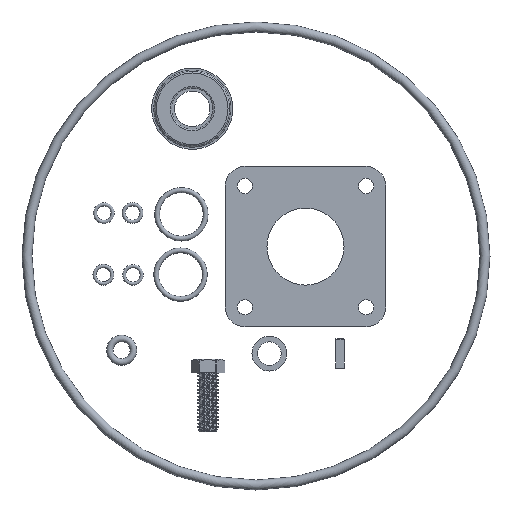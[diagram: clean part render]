
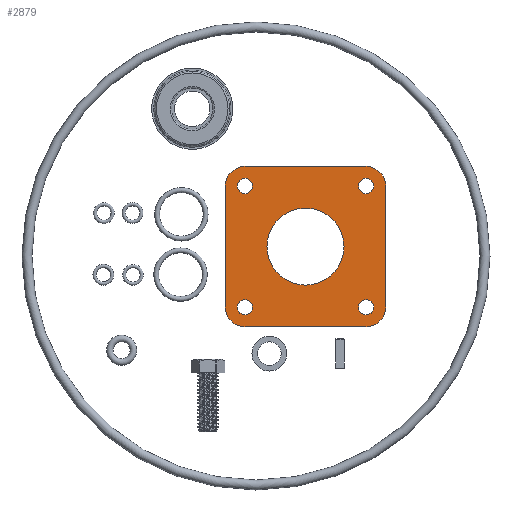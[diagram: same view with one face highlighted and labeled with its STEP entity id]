
A CAD part, left-side view. The second image highlights one B-rep face of the part: STEP entity #2879.
In plain terms, the highlighted face is planar.
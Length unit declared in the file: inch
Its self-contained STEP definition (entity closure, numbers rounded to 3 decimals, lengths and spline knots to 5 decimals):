
#219=FACE_BOUND('',#731,.T.);
#220=FACE_BOUND('',#732,.T.);
#221=FACE_BOUND('',#733,.T.);
#222=FACE_BOUND('',#734,.T.);
#223=FACE_BOUND('',#735,.T.);
#245=CIRCLE('',#3291,0.815);
#247=CIRCLE('',#3294,0.1615);
#249=CIRCLE('',#3297,0.1615);
#251=CIRCLE('',#3300,0.1615);
#253=CIRCLE('',#3303,0.1615);
#254=CIRCLE('',#3305,0.42);
#256=CIRCLE('',#3309,0.42);
#258=CIRCLE('',#3313,0.42);
#260=CIRCLE('',#3317,0.42);
#571=FACE_OUTER_BOUND('',#730,.T.);
#730=EDGE_LOOP('',(#2039,#2040,#2041,#2042,#2043,#2044,#2045,#2046));
#731=EDGE_LOOP('',(#2047));
#732=EDGE_LOOP('',(#2048));
#733=EDGE_LOOP('',(#2049));
#734=EDGE_LOOP('',(#2050));
#735=EDGE_LOOP('',(#2051));
#922=LINE('',#4687,#1074);
#926=LINE('',#4699,#1078);
#930=LINE('',#4711,#1082);
#934=LINE('',#4722,#1086);
#1074=VECTOR('',#3767,0.3937);
#1078=VECTOR('',#3779,0.3937);
#1082=VECTOR('',#3791,0.3937);
#1086=VECTOR('',#3803,0.3937);
#1208=VERTEX_POINT('',#4649);
#1210=VERTEX_POINT('',#4655);
#1212=VERTEX_POINT('',#4661);
#1214=VERTEX_POINT('',#4667);
#1216=VERTEX_POINT('',#4673);
#1217=VERTEX_POINT('',#4677);
#1218=VERTEX_POINT('',#4678);
#1221=VERTEX_POINT('',#4686);
#1223=VERTEX_POINT('',#4692);
#1225=VERTEX_POINT('',#4698);
#1227=VERTEX_POINT('',#4704);
#1229=VERTEX_POINT('',#4710);
#1231=VERTEX_POINT('',#4716);
#1522=EDGE_CURVE('',#1208,#1208,#245,.T.);
#1525=EDGE_CURVE('',#1210,#1210,#247,.T.);
#1528=EDGE_CURVE('',#1212,#1212,#249,.T.);
#1531=EDGE_CURVE('',#1214,#1214,#251,.T.);
#1534=EDGE_CURVE('',#1216,#1216,#253,.T.);
#1535=EDGE_CURVE('',#1217,#1218,#254,.T.);
#1539=EDGE_CURVE('',#1218,#1221,#922,.T.);
#1542=EDGE_CURVE('',#1221,#1223,#256,.T.);
#1545=EDGE_CURVE('',#1223,#1225,#926,.T.);
#1548=EDGE_CURVE('',#1225,#1227,#258,.T.);
#1551=EDGE_CURVE('',#1227,#1229,#930,.T.);
#1554=EDGE_CURVE('',#1229,#1231,#260,.T.);
#1557=EDGE_CURVE('',#1231,#1217,#934,.T.);
#2039=ORIENTED_EDGE('',*,*,#1535,.F.);
#2040=ORIENTED_EDGE('',*,*,#1557,.F.);
#2041=ORIENTED_EDGE('',*,*,#1554,.F.);
#2042=ORIENTED_EDGE('',*,*,#1551,.F.);
#2043=ORIENTED_EDGE('',*,*,#1548,.F.);
#2044=ORIENTED_EDGE('',*,*,#1545,.F.);
#2045=ORIENTED_EDGE('',*,*,#1542,.F.);
#2046=ORIENTED_EDGE('',*,*,#1539,.F.);
#2047=ORIENTED_EDGE('',*,*,#1522,.T.);
#2048=ORIENTED_EDGE('',*,*,#1525,.T.);
#2049=ORIENTED_EDGE('',*,*,#1528,.T.);
#2050=ORIENTED_EDGE('',*,*,#1531,.T.);
#2051=ORIENTED_EDGE('',*,*,#1534,.T.);
#2827=PLANE('',#3320);
#2879=ADVANCED_FACE('',(#571,#219,#220,#221,#222,#223),#2827,.T.);
#3291=AXIS2_PLACEMENT_3D('',#4651,#3727,#3728);
#3294=AXIS2_PLACEMENT_3D('',#4657,#3734,#3735);
#3297=AXIS2_PLACEMENT_3D('',#4663,#3741,#3742);
#3300=AXIS2_PLACEMENT_3D('',#4669,#3748,#3749);
#3303=AXIS2_PLACEMENT_3D('',#4675,#3755,#3756);
#3305=AXIS2_PLACEMENT_3D('',#4679,#3759,#3760);
#3309=AXIS2_PLACEMENT_3D('',#4693,#3772,#3773);
#3313=AXIS2_PLACEMENT_3D('',#4705,#3784,#3785);
#3317=AXIS2_PLACEMENT_3D('',#4717,#3796,#3797);
#3320=AXIS2_PLACEMENT_3D('',#4724,#3805,#3806);
#3727=DIRECTION('center_axis',(0.,0.,-1.));
#3728=DIRECTION('ref_axis',(-1.,0.,0.));
#3734=DIRECTION('center_axis',(0.,0.,-1.));
#3735=DIRECTION('ref_axis',(-1.,0.,0.));
#3741=DIRECTION('center_axis',(0.,0.,-1.));
#3742=DIRECTION('ref_axis',(-1.,0.,0.));
#3748=DIRECTION('center_axis',(0.,0.,-1.));
#3749=DIRECTION('ref_axis',(-1.,0.,0.));
#3755=DIRECTION('center_axis',(0.,0.,-1.));
#3756=DIRECTION('ref_axis',(-1.,0.,0.));
#3759=DIRECTION('center_axis',(0.,0.,-1.));
#3760=DIRECTION('ref_axis',(-1.,0.,0.));
#3767=DIRECTION('',(0.,-1.,0.));
#3772=DIRECTION('center_axis',(0.,0.,-1.));
#3773=DIRECTION('ref_axis',(0.,1.,0.));
#3779=DIRECTION('',(-1.,0.,0.));
#3784=DIRECTION('center_axis',(0.,0.,-1.));
#3785=DIRECTION('ref_axis',(1.,0.,0.));
#3791=DIRECTION('',(0.,1.,0.));
#3796=DIRECTION('center_axis',(0.,0.,-1.));
#3797=DIRECTION('ref_axis',(0.,-1.,0.));
#3803=DIRECTION('',(1.,0.,0.));
#3805=DIRECTION('center_axis',(0.,0.,1.));
#3806=DIRECTION('ref_axis',(1.,0.,0.));
#4649=CARTESIAN_POINT('',(0.815,0.,0.03125));
#4651=CARTESIAN_POINT('Origin',(0.,0.,0.03125));
#4655=CARTESIAN_POINT('',(-1.12013,-1.28163,0.03125));
#4657=CARTESIAN_POINT('Origin',(-1.28163,-1.28163,0.03125));
#4661=CARTESIAN_POINT('',(1.44313,-1.28163,0.03125));
#4663=CARTESIAN_POINT('Origin',(1.28163,-1.28163,0.03125));
#4667=CARTESIAN_POINT('',(1.44313,1.28163,0.03125));
#4669=CARTESIAN_POINT('Origin',(1.28163,1.28163,0.03125));
#4673=CARTESIAN_POINT('',(-1.12013,1.28163,0.03125));
#4675=CARTESIAN_POINT('Origin',(-1.28163,1.28163,0.03125));
#4677=CARTESIAN_POINT('',(1.2765,1.6965,0.03125));
#4678=CARTESIAN_POINT('',(1.6965,1.2765,0.03125));
#4679=CARTESIAN_POINT('Origin',(1.2765,1.2765,0.03125));
#4686=CARTESIAN_POINT('',(1.6965,-1.2765,0.03125));
#4687=CARTESIAN_POINT('',(1.6965,1.2765,0.03125));
#4692=CARTESIAN_POINT('',(1.2765,-1.6965,0.03125));
#4693=CARTESIAN_POINT('Origin',(1.2765,-1.2765,0.03125));
#4698=CARTESIAN_POINT('',(-1.2765,-1.6965,0.03125));
#4699=CARTESIAN_POINT('',(1.2765,-1.6965,0.03125));
#4704=CARTESIAN_POINT('',(-1.6965,-1.2765,0.03125));
#4705=CARTESIAN_POINT('Origin',(-1.2765,-1.2765,0.03125));
#4710=CARTESIAN_POINT('',(-1.6965,1.2765,0.03125));
#4711=CARTESIAN_POINT('',(-1.6965,-1.2765,0.03125));
#4716=CARTESIAN_POINT('',(-1.2765,1.6965,0.03125));
#4717=CARTESIAN_POINT('Origin',(-1.2765,1.2765,0.03125));
#4722=CARTESIAN_POINT('',(-1.2765,1.6965,0.03125));
#4724=CARTESIAN_POINT('Origin',(0.,0.,
0.03125));
